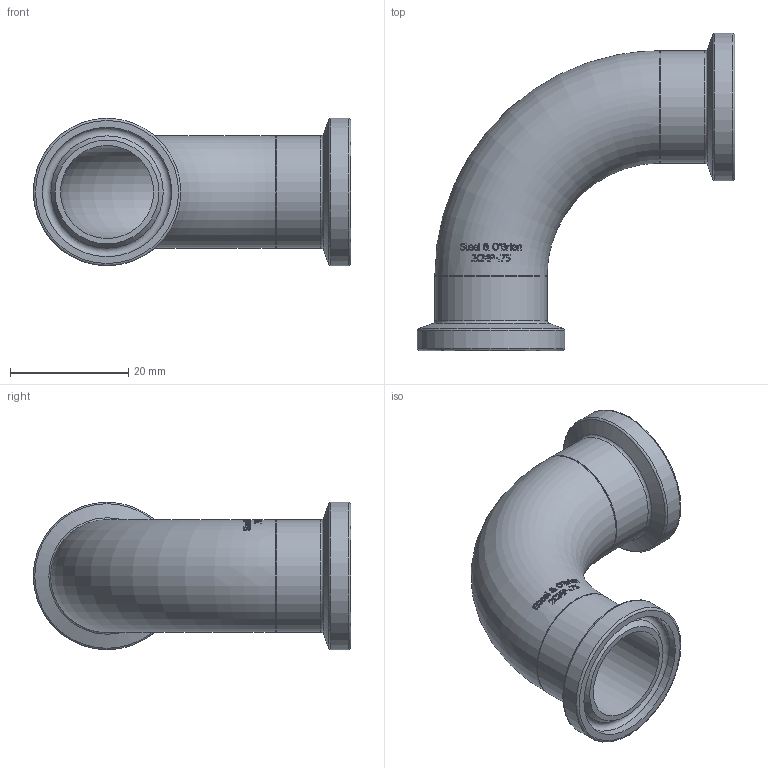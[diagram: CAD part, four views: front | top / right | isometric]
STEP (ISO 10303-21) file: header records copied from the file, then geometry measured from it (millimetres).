
FILE_DESCRIPTION(/* description */ (''),/* implementation_level */ '2;1');
FILE_NAME(/* name */ '2CMP-.75.stp',/* time_stamp */ '2019-01-08T16:55:30-05:00',/* author */ ('rick'),/* organization */ (''),/* preprocessor_version */ 'ST-DEVELOPER v15.2',/* originating_system */ 'Autodesk Inventor 2014',/* authorisation */ '');
FILE_SCHEMA (('AUTOMOTIVE_DESIGN { 1 0 10303 214 3 1 1 }'));
Length unit declared in the file: inch
Products named in the file (1): 2CMP-.75
Bounding box: 53.77 x 53.77 x 24.99 mm (x, y, z)
Volume: 7486.5 mm3; surface area: 8975.3 mm2
Topology: 1 solids, 1 shells, 365 faces, 960 edges, 634 vertices
Faces by surface type: bspline 167, plane 141, torus 45, cylinder 8, cone 4
Full cylindrical faces by diameter (mm): 15.748 x2, 19.05 x2, 21.895 x2, 24.994 x2
Entity records: 14212 total; most frequent: CARTESIAN_POINT 6866, ORIENTED_EDGE 1868, EDGE_CURVE 934, DIRECTION 766, VERTEX_POINT 634, B_SPLINE_CURVE_WITH_KNOTS 600, EDGE_LOOP 430, ADVANCED_FACE 365
